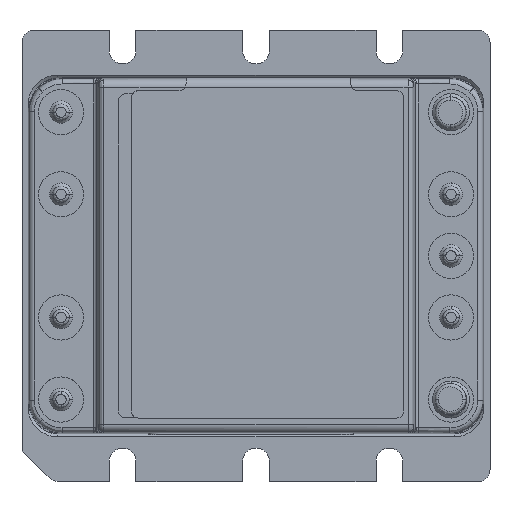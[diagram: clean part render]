
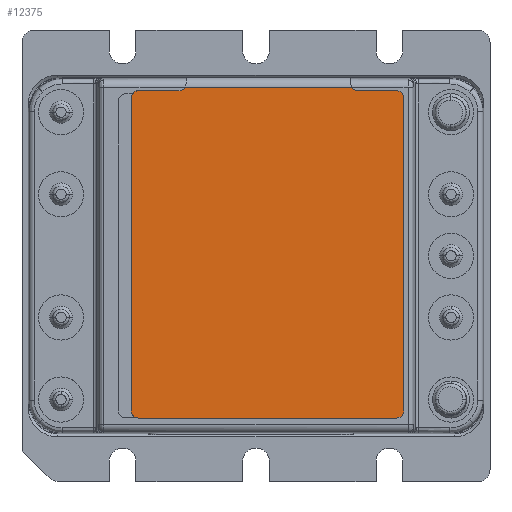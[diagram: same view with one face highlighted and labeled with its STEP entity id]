
A CAD part, top view. The second image highlights one B-rep face of the part: STEP entity #12375.
In plain terms, the highlighted planar face has unit normal (0, 0, 1).
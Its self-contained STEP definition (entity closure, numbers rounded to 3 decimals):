
#12104 = VERTEX_POINT('',#12105);
#12105 = CARTESIAN_POINT('',(-14.582,-20.13,
    -1.533));
#12111 = EDGE_CURVE('',#12112,#12104,#12114,.T.);
#12112 = VERTEX_POINT('',#12113);
#12113 = CARTESIAN_POINT('',(-15.474,-19.238,
    -1.533));
#12114 = CIRCLE('',#12115,0.892);
#12115 = AXIS2_PLACEMENT_3D('',#12116,#12117,#12118);
#12116 = CARTESIAN_POINT('',(-14.582,-19.238,
    -1.533));
#12117 = DIRECTION('',(0.,0.,1.));
#12118 = DIRECTION('',(1.,0.,0.));
#12137 = VERTEX_POINT('',#12138);
#12138 = CARTESIAN_POINT('',(17.441,-20.13,
    -1.533));
#12144 = EDGE_CURVE('',#12104,#12137,#12145,.T.);
#12145 = LINE('',#12146,#12147);
#12146 = CARTESIAN_POINT('',(17.441,-20.13,
    -1.533));
#12147 = VECTOR('',#12148,1.);
#12148 = DIRECTION('',(1.,0.,0.));
#12161 = VERTEX_POINT('',#12162);
#12162 = CARTESIAN_POINT('',(18.333,-19.238,
    -1.533));
#12168 = EDGE_CURVE('',#12137,#12161,#12169,.T.);
#12169 = CIRCLE('',#12170,0.892);
#12170 = AXIS2_PLACEMENT_3D('',#12171,#12172,#12173);
#12171 = CARTESIAN_POINT('',(17.441,-19.238,
    -1.533));
#12172 = DIRECTION('',(0.,0.,1.));
#12173 = DIRECTION('',(1.,0.,0.));
#12186 = VERTEX_POINT('',#12187);
#12187 = CARTESIAN_POINT('',(18.333,19.613,
    -1.533));
#12193 = EDGE_CURVE('',#12161,#12186,#12194,.T.);
#12194 = LINE('',#12195,#12196);
#12195 = CARTESIAN_POINT('',(18.333,19.613,
    -1.533));
#12196 = VECTOR('',#12197,1.);
#12197 = DIRECTION('',(0.,1.,0.));
#12210 = VERTEX_POINT('',#12211);
#12211 = CARTESIAN_POINT('',(17.441,20.505,
    -1.533));
#12217 = EDGE_CURVE('',#12186,#12210,#12218,.T.);
#12218 = CIRCLE('',#12219,0.892);
#12219 = AXIS2_PLACEMENT_3D('',#12220,#12221,#12222);
#12220 = CARTESIAN_POINT('',(17.441,19.613,
    -1.533));
#12221 = DIRECTION('',(0.,0.,1.));
#12222 = DIRECTION('',(1.,0.,0.));
#12235 = VERTEX_POINT('',#12236);
#12236 = CARTESIAN_POINT('',(12.601,20.505,
    -1.533));
#12242 = EDGE_CURVE('',#12210,#12235,#12243,.T.);
#12243 = LINE('',#12244,#12245);
#12244 = CARTESIAN_POINT('',(17.441,20.505,
    -1.533));
#12245 = VECTOR('',#12246,1.);
#12246 = DIRECTION('',(-1.,0.,0.));
#12258 = EDGE_CURVE('',#12235,#12259,#12261,.T.);
#12259 = VERTEX_POINT('',#12260);
#12260 = CARTESIAN_POINT('',(11.842,20.928,
    -1.533));
#12261 = CIRCLE('',#12262,0.892);
#12262 = AXIS2_PLACEMENT_3D('',#12263,#12264,#12265);
#12263 = CARTESIAN_POINT('',(12.601,21.396,
    -1.533));
#12264 = DIRECTION('',(0.,0.,-1.));
#12265 = DIRECTION('',(-1.,0.,0.));
#12280 = EDGE_CURVE('',#12281,#12283,#12285,.T.);
#12281 = VERTEX_POINT('',#12282);
#12282 = CARTESIAN_POINT('',(-8.804,20.928,
    -1.533));
#12283 = VERTEX_POINT('',#12284);
#12284 = CARTESIAN_POINT('',(-9.563,20.505,
    -1.533));
#12285 = CIRCLE('',#12286,0.892);
#12286 = AXIS2_PLACEMENT_3D('',#12287,#12288,#12289);
#12287 = CARTESIAN_POINT('',(-9.563,21.396,
    -1.533));
#12288 = DIRECTION('',(0.,0.,-1.));
#12289 = DIRECTION('',(1.,0.,0.));
#12314 = VERTEX_POINT('',#12315);
#12315 = CARTESIAN_POINT('',(-14.582,20.505,
    -1.533));
#12321 = EDGE_CURVE('',#12283,#12314,#12322,.T.);
#12322 = LINE('',#12323,#12324);
#12323 = CARTESIAN_POINT('',(-9.563,20.505,
    -1.533));
#12324 = VECTOR('',#12325,1.);
#12325 = DIRECTION('',(-1.,0.,0.));
#12339 = VERTEX_POINT('',#12340);
#12340 = CARTESIAN_POINT('',(-15.474,19.613,
    -1.533));
#12346 = EDGE_CURVE('',#12314,#12339,#12347,.T.);
#12347 = CIRCLE('',#12348,0.892);
#12348 = AXIS2_PLACEMENT_3D('',#12349,#12350,#12351);
#12349 = CARTESIAN_POINT('',(-14.582,19.613,
    -1.533));
#12350 = DIRECTION('',(0.,0.,1.));
#12351 = DIRECTION('',(-1.,0.,0.));
#12365 = EDGE_CURVE('',#12339,#12112,#12366,.T.);
#12366 = LINE('',#12367,#12368);
#12367 = CARTESIAN_POINT('',(-15.474,19.613,
    -1.533));
#12368 = VECTOR('',#12369,1.);
#12369 = DIRECTION('',(0.,-1.,0.));
#12375 = ADVANCED_FACE('',(#12376),#12395,.T.);
#12376 = FACE_BOUND('',#12377,.T.);
#12377 = EDGE_LOOP('',(#12378,#12384,#12385,#12386,#12387,#12388,#12389,
    #12390,#12391,#12392,#12393,#12394));
#12378 = ORIENTED_EDGE('',*,*,#12379,.F.);
#12379 = EDGE_CURVE('',#12281,#12259,#12380,.T.);
#12380 = LINE('',#12381,#12382);
#12381 = CARTESIAN_POINT('',(-14.582,20.928,
    -1.533));
#12382 = VECTOR('',#12383,1.);
#12383 = DIRECTION('',(1.,0.,0.));
#12384 = ORIENTED_EDGE('',*,*,#12280,.T.);
#12385 = ORIENTED_EDGE('',*,*,#12321,.T.);
#12386 = ORIENTED_EDGE('',*,*,#12346,.T.);
#12387 = ORIENTED_EDGE('',*,*,#12365,.T.);
#12388 = ORIENTED_EDGE('',*,*,#12111,.T.);
#12389 = ORIENTED_EDGE('',*,*,#12144,.T.);
#12390 = ORIENTED_EDGE('',*,*,#12168,.T.);
#12391 = ORIENTED_EDGE('',*,*,#12193,.T.);
#12392 = ORIENTED_EDGE('',*,*,#12217,.T.);
#12393 = ORIENTED_EDGE('',*,*,#12242,.T.);
#12394 = ORIENTED_EDGE('',*,*,#12258,.T.);
#12395 = PLANE('',#12396);
#12396 = AXIS2_PLACEMENT_3D('',#12397,#12398,#12399);
#12397 = CARTESIAN_POINT('',(-14.582,19.613,
    -1.533));
#12398 = DIRECTION('',(0.,0.,1.));
#12399 = DIRECTION('',(-1.,0.,0.));
